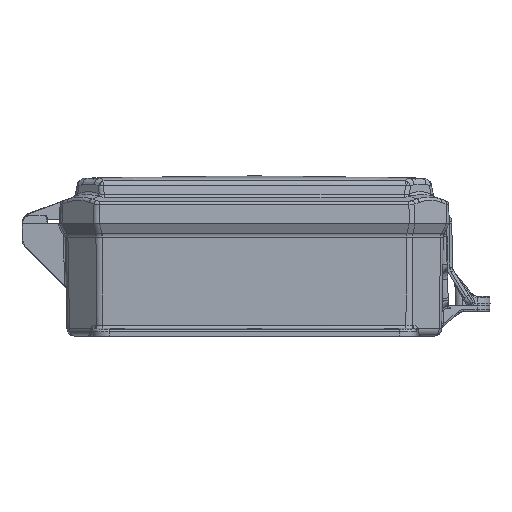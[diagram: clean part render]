
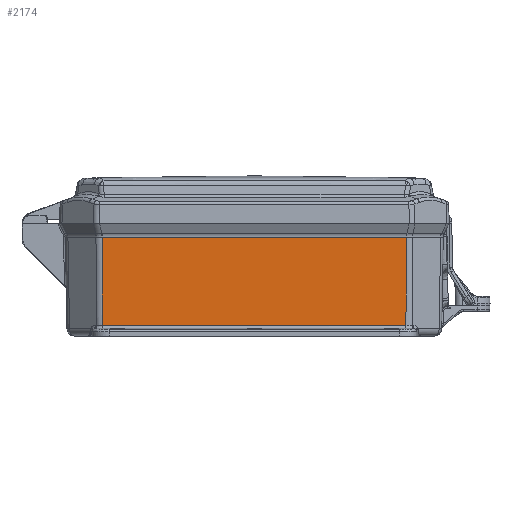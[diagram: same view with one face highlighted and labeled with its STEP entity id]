
A CAD part, front view. The second image highlights one B-rep face of the part: STEP entity #2174.
In plain terms, the highlighted face is planar.
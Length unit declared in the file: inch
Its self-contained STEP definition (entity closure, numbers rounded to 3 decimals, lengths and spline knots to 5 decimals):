
#1754 = CARTESIAN_POINT ( 'NONE',  ( -1.58216, -4.61738, -3.32673 ) ) ;
#2174 = ADVANCED_FACE ( 'NONE', ( #41614 ), #29355, .T. ) ;
#3029 = CARTESIAN_POINT ( 'NONE',  ( -1.58216, -4.61738, 3.32673 ) ) ;
#4179 = CARTESIAN_POINT ( 'NONE',  ( -2.22631, -4.60614, 3.32208 ) ) ;
#7239 = VERTEX_POINT ( 'NONE', #4179 ) ;
#7310 = VERTEX_POINT ( 'NONE', #51817 ) ;
#8951 = LINE ( 'NONE', #76030, #61037 ) ;
#10426 = B_SPLINE_CURVE_WITH_KNOTS ( 'NONE', 3,
 ( #28832, #22019, #1754, #49332 ),
 .UNSPECIFIED., .F., .F.,
 ( 4, 4 ),
 ( 0., 1. ),
 .UNSPECIFIED. ) ;
#16689 = CARTESIAN_POINT ( 'NONE',  ( -0.93801, -4.62863, 3.33139 ) ) ;
#17876 = EDGE_LOOP ( 'NONE', ( #24506, #43787, #65743, #37796 ) ) ;
#22019 = CARTESIAN_POINT ( 'NONE',  ( -0.93801, -4.62863, -3.33139 ) ) ;
#22065 = EDGE_CURVE ( 'NONE', #7310, #42246, #10426, .T. ) ;
#24506 = ORIENTED_EDGE ( 'NONE', *, *, #22065, .F. ) ;
#28832 = CARTESIAN_POINT ( 'NONE',  ( -0.29385, -4.63987, -3.33605 ) ) ;
#29355 = PLANE ( 'NONE',  #46635 ) ;
#29503 = CARTESIAN_POINT ( 'NONE',  ( -2.22631, -4.60614, -3.35738 ) ) ;
#36793 = DIRECTION ( 'NONE',  ( -0.017, -1., 0. ) ) ;
#36874 = LINE ( 'NONE', #29503, #52797 ) ;
#37796 = ORIENTED_EDGE ( 'NONE', *, *, #73139, .T. ) ;
#41614 = FACE_OUTER_BOUND ( 'NONE', #17876, .T. ) ;
#41865 = DIRECTION ( 'NONE',  ( 0., 0., 1. ) ) ;
#42246 = VERTEX_POINT ( 'NONE', #66226 ) ;
#43787 = ORIENTED_EDGE ( 'NONE', *, *, #87567, .T. ) ;
#46635 = AXIS2_PLACEMENT_3D ( 'NONE', #56983, #36793, #84380 ) ;
#49332 = CARTESIAN_POINT ( 'NONE',  ( -2.22631, -4.60614, -3.32207 ) ) ;
#50566 = CARTESIAN_POINT ( 'NONE',  ( -2.22631, -4.60614, 3.32208 ) ) ;
#51817 = CARTESIAN_POINT ( 'NONE',  ( -0.29385, -4.63987, -3.33605 ) ) ;
#52797 = VECTOR ( 'NONE', #63359, 39.37008 ) ;
#56983 = CARTESIAN_POINT ( 'NONE',  ( 0., -4.645, 4.61734 ) ) ;
#60140 = B_SPLINE_CURVE_WITH_KNOTS ( 'NONE', 3,
 ( #50566, #3029, #16689, #64237 ),
 .UNSPECIFIED., .F., .F.,
 ( 4, 4 ),
 ( 0., 1. ),
 .UNSPECIFIED. ) ;
#61037 = VECTOR ( 'NONE', #41865, 39.37008 ) ;
#63359 = DIRECTION ( 'NONE',  ( 0., 0., -1. ) ) ;
#64237 = CARTESIAN_POINT ( 'NONE',  ( -0.29385, -4.63987, 3.33605 ) ) ;
#65743 = ORIENTED_EDGE ( 'NONE', *, *, #79460, .F. ) ;
#66226 = CARTESIAN_POINT ( 'NONE',  ( -2.22631, -4.60614, -3.32207 ) ) ;
#73139 = EDGE_CURVE ( 'NONE', #7239, #42246, #36874, .T. ) ;
#76030 = CARTESIAN_POINT ( 'NONE',  ( -0.29385, -4.63987, 4.61734 ) ) ;
#79460 = EDGE_CURVE ( 'NONE', #7239, #85526, #60140, .T. ) ;
#81713 = CARTESIAN_POINT ( 'NONE',  ( -0.29385, -4.63987, 3.33605 ) ) ;
#84380 = DIRECTION ( 'NONE',  ( 1., -0.017, 0. ) ) ;
#85526 = VERTEX_POINT ( 'NONE', #81713 ) ;
#87567 = EDGE_CURVE ( 'NONE', #7310, #85526, #8951, .T. ) ;
